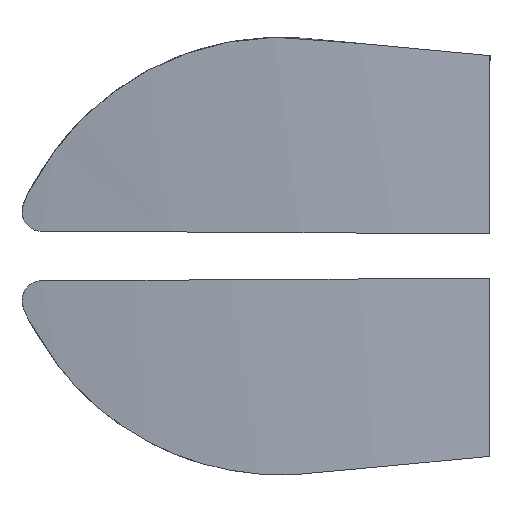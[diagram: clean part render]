
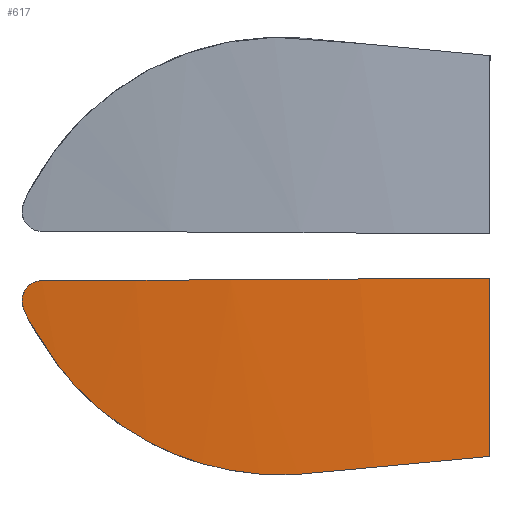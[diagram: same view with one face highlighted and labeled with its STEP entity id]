
A CAD part, front view. The second image highlights one B-rep face of the part: STEP entity #617.
In plain terms, the highlighted cylindrical face has radius 251.964 mm (diameter 503.929 mm), a partial arc.
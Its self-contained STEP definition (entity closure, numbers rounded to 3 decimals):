
#1 = CARTESIAN_POINT ( 'NONE',  ( -56.956, -0.885, -5.358 ) ) ;
#6 = CARTESIAN_POINT ( 'NONE',  ( -56.551, -0.944, -13.165 ) ) ;
#10 = CARTESIAN_POINT ( 'NONE',  ( -18.828, -3.537, -29.281 ) ) ;
#16 = CARTESIAN_POINT ( 'NONE',  ( -3.072, -2.959, -27.799 ) ) ;
#41 = CARTESIAN_POINT ( 'NONE',  ( -59.076, -0.566, -7.524 ) ) ;
#42 = CARTESIAN_POINT ( 'NONE',  ( -0.075, -2.715, -5.018 ) ) ;
#47 = CARTESIAN_POINT ( 'NONE',  ( -56.576, -0.94, -5.353 ) ) ;
#48 = CARTESIAN_POINT ( 'NONE',  ( -58.431, -0.665, -6.16 ) ) ;
#55 = CARTESIAN_POINT ( 'NONE',  ( -57.334, -0.829, -11.87 ) ) ;
#58 = CARTESIAN_POINT ( 'NONE',  ( -54.866, -1.182, -15.671 ) ) ;
#62 = CARTESIAN_POINT ( 'NONE',  ( -46.81, -2.163, -23.468 ) ) ;
#83 = CARTESIAN_POINT ( 'NONE',  ( -0.075, -2.715, -5.018 ) ) ;
#90 = CARTESIAN_POINT ( 'NONE',  ( -56.768, -0.913, -5.342 ) ) ;
#92 = CARTESIAN_POINT ( 'NONE',  ( -0.075, -2.715, 55. ) ) ;
#95 = CYLINDRICAL_SURFACE ( 'NONE', #202, 251.964 ) ;
#102 = CARTESIAN_POINT ( 'NONE',  ( -58.282, -0.687, -10.234 ) ) ;
#104 = CARTESIAN_POINT ( 'NONE',  ( -51.945, -1.568, -19.073 ) ) ;
#108 = CARTESIAN_POINT ( 'NONE',  ( -42.982, -2.537, -25.794 ) ) ;
#112 = CARTESIAN_POINT ( 'NONE',  ( -36.713, -3.018, -28.332 ) ) ;
#119 = CARTESIAN_POINT ( 'NONE',  ( -12.072, -3.42, -28.646 ) ) ;
#135 = ORIENTED_EDGE ( 'NONE', *, *, #442, .F. ) ;
#150 = DIRECTION ( 'NONE',  ( -1., 0., 0. ) ) ;
#152 = CARTESIAN_POINT ( 'NONE',  ( -59.09, -0.563, -7.713 ) ) ;
#155 = CARTESIAN_POINT ( 'NONE',  ( -21.832, -3.539, -29.572 ) ) ;
#159 = CARTESIAN_POINT ( 'NONE',  ( -21.081, -3.542, -29.494 ) ) ;
#161 = EDGE_CURVE ( 'NONE', #450, #338, #339, .T. ) ;
#163 = CARTESIAN_POINT ( 'NONE',  ( -48.605, -1.966, -22.1 ) ) ;
#186 = EDGE_LOOP ( 'NONE', ( #495, #233, #135 ) ) ;
#195 = CARTESIAN_POINT ( 'NONE',  ( -59.037, -0.572, -8.287 ) ) ;
#202 = AXIS2_PLACEMENT_3D ( 'NONE', #512, #460, #150 ) ;
#203 = CARTESIAN_POINT ( 'NONE',  ( -58.688, -0.625, -9.377 ) ) ;
#205 = CARTESIAN_POINT ( 'NONE',  ( -58.007, -0.729, -5.78 ) ) ;
#207 = CARTESIAN_POINT ( 'NONE',  ( -34.548, -3.152, -28.936 ) ) ;
#209 = CARTESIAN_POINT ( 'NONE',  ( -25.596, -3.49, -29.839 ) ) ;
#215 = CARTESIAN_POINT ( 'NONE',  ( -57.14, -0.858, -12.195 ) ) ;
#232 = VERTEX_POINT ( 'NONE', #42 ) ;
#233 = ORIENTED_EDGE ( 'NONE', *, *, #161, .T. ) ;
#245 = FACE_OUTER_BOUND ( 'NONE', #186, .T. ) ;
#248 = CARTESIAN_POINT ( 'NONE',  ( -57.507, -0.804, -5.504 ) ) ;
#255 = CARTESIAN_POINT ( 'NONE',  ( -58.933, -0.588, -6.967 ) ) ;
#265 = CARTESIAN_POINT ( 'NONE',  ( -30.126, -3.361, -29.682 ) ) ;
#269 = CARTESIAN_POINT ( 'NONE',  ( -56.148, -1.002, -13.807 ) ) ;
#298 = CARTESIAN_POINT ( 'NONE',  ( -58.668, -0.629, -6.462 ) ) ;
#306 = CARTESIAN_POINT ( 'NONE',  ( -58.299, -0.685, -6.023 ) ) ;
#312 = CARTESIAN_POINT ( 'NONE',  ( -57.913, -0.743, -10.895 ) ) ;
#315 = CARTESIAN_POINT ( 'NONE',  ( -50.879, -1.7, -20.124 ) ) ;
#318 = CARTESIAN_POINT ( 'NONE',  ( -38.856, -2.87, -27.611 ) ) ;
#322 = CARTESIAN_POINT ( 'NONE',  ( -50.329, -1.766, -20.634 ) ) ;
#328 = CARTESIAN_POINT ( 'NONE',  ( -6.071, -3.148, -28.082 ) ) ;
#338 = VERTEX_POINT ( 'NONE', #384 ) ;
#339 = B_SPLINE_CURVE_WITH_KNOTS ( 'NONE', 3,
 ( #666, #90, #1, #355, #248, #462, #205, #306, #48, #298, #506, #255, #412, #41, #152, #661, #195, #568, #670, #559, #203, #410, #102, #312, #522, #55, #215, #6, #269, #574, #58, #525, #623, #422, #104, #315, #322, #629, #163, #62, #372, #108, #578, #418, #318, #477, #112, #207, #366, #265, #473, #414, #209, #369, #626, #155, #159, #529, #10, #571, #119, #328, #16, #638 ),
 .UNSPECIFIED., .F., .F.,
 ( 4, 2, 2, 2, 2, 2, 2, 2, 2, 2, 2, 2, 2, 2, 2, 2, 2, 2, 2, 2, 2, 2, 2, 2, 2, 2, 2, 2, 2, 2, 2, 4 ),
 ( 0., 0.001, 0.001, 0.002, 0.002, 0.003, 0.003, 0.004, 0.005, 0.005, 0.006, 0.007, 0.008, 0.009, 0.011, 0.014, 0.016, 0.018, 0.021, 0.023, 0.027, 0.032, 0.034, 0.037, 0.041, 0.046, 0.048, 0.05, 0.053, 0.055, 0.064, 0.073 ),
 .UNSPECIFIED. ) ;
#343 = EDGE_CURVE ( 'NONE', #232, #450, #457, .T. ) ;
#355 = CARTESIAN_POINT ( 'NONE',  ( -57.326, -0.831, -5.438 ) ) ;
#366 = CARTESIAN_POINT ( 'NONE',  ( -33.086, -3.23, -29.246 ) ) ;
#369 = CARTESIAN_POINT ( 'NONE',  ( -24.086, -3.517, -29.773 ) ) ;
#372 = CARTESIAN_POINT ( 'NONE',  ( -45.565, -2.292, -24.297 ) ) ;
#384 = CARTESIAN_POINT ( 'NONE',  ( -0.075, -2.715, -27.517 ) ) ;
#391 = CARTESIAN_POINT ( 'NONE',  ( -18.936, -4.246, -5.13 ) ) ;
#410 = CARTESIAN_POINT ( 'NONE',  ( -58.457, -0.661, -9.899 ) ) ;
#412 = CARTESIAN_POINT ( 'NONE',  ( -58.998, -0.578, -7.151 ) ) ;
#414 = CARTESIAN_POINT ( 'NONE',  ( -26.353, -3.474, -29.849 ) ) ;
#418 = CARTESIAN_POINT ( 'NONE',  ( -39.564, -2.818, -27.338 ) ) ;
#422 = CARTESIAN_POINT ( 'NONE',  ( -52.46, -1.502, -18.532 ) ) ;
#442 = EDGE_CURVE ( 'NONE', #232, #338, #665, .T. ) ;
#450 = VERTEX_POINT ( 'NONE', #47 ) ;
#457 =( BOUNDED_CURVE ( )  B_SPLINE_CURVE ( 3, ( #83, #391, #600, #644 ),
 .UNSPECIFIED., .F., .T. ) 
 B_SPLINE_CURVE_WITH_KNOTS ( ( 4, 4 ),
 ( 4.633, 4.858 ),
 .UNSPECIFIED. ) 
 CURVE ( )  GEOMETRIC_REPRESENTATION_ITEM ( )  RATIONAL_B_SPLINE_CURVE ( ( 1., 0.996, 0.996, 1. ) ) 
 REPRESENTATION_ITEM ( '' )  );
#460 = DIRECTION ( 'NONE',  ( 0., 0., -1. ) ) ;
#462 = CARTESIAN_POINT ( 'NONE',  ( -57.846, -0.753, -5.674 ) ) ;
#473 = CARTESIAN_POINT ( 'NONE',  ( -28.628, -3.414, -29.807 ) ) ;
#477 = CARTESIAN_POINT ( 'NONE',  ( -37.431, -2.971, -28.108 ) ) ;
#495 = ORIENTED_EDGE ( 'NONE', *, *, #343, .T. ) ;
#506 = CARTESIAN_POINT ( 'NONE',  ( -58.769, -0.613, -6.624 ) ) ;
#510 = DIRECTION ( 'NONE',  ( 0., 0., -1. ) ) ;
#512 = CARTESIAN_POINT ( 'NONE',  ( -20.465, 248.423, 55. ) ) ;
#522 = CARTESIAN_POINT ( 'NONE',  ( -57.72, -0.772, -11.219 ) ) ;
#525 = CARTESIAN_POINT ( 'NONE',  ( -53.942, -1.308, -16.849 ) ) ;
#529 = CARTESIAN_POINT ( 'NONE',  ( -19.579, -3.541, -29.35 ) ) ;
#547 = VECTOR ( 'NONE', #510, 1000. ) ;
#559 = CARTESIAN_POINT ( 'NONE',  ( -58.76, -0.614, -9.2 ) ) ;
#568 = CARTESIAN_POINT ( 'NONE',  ( -58.947, -0.586, -8.658 ) ) ;
#571 = CARTESIAN_POINT ( 'NONE',  ( -15.074, -3.502, -28.934 ) ) ;
#574 = CARTESIAN_POINT ( 'NONE',  ( -55.306, -1.121, -15.061 ) ) ;
#578 = CARTESIAN_POINT ( 'NONE',  ( -41.644, -2.654, -26.461 ) ) ;
#600 = CARTESIAN_POINT ( 'NONE',  ( -37.849, -3.652, -5.242 ) ) ;
#617 = ADVANCED_FACE ( 'NONE', ( #245 ), #95, .T. ) ;
#623 = CARTESIAN_POINT ( 'NONE',  ( -53.459, -1.372, -17.42 ) ) ;
#626 = CARTESIAN_POINT ( 'NONE',  ( -23.334, -3.526, -29.713 ) ) ;
#629 = CARTESIAN_POINT ( 'NONE',  ( -49.193, -1.899, -21.622 ) ) ;
#638 = CARTESIAN_POINT ( 'NONE',  ( -0.075, -2.715, -27.517 ) ) ;
#644 = CARTESIAN_POINT ( 'NONE',  ( -56.576, -0.94, -5.353 ) ) ;
#661 = CARTESIAN_POINT ( 'NONE',  ( -59.069, -0.567, -8.097 ) ) ;
#665 = LINE ( 'NONE', #92, #547 ) ;
#666 = CARTESIAN_POINT ( 'NONE',  ( -56.576, -0.94, -5.353 ) ) ;
#670 = CARTESIAN_POINT ( 'NONE',  ( -58.889, -0.595, -8.839 ) ) ;
